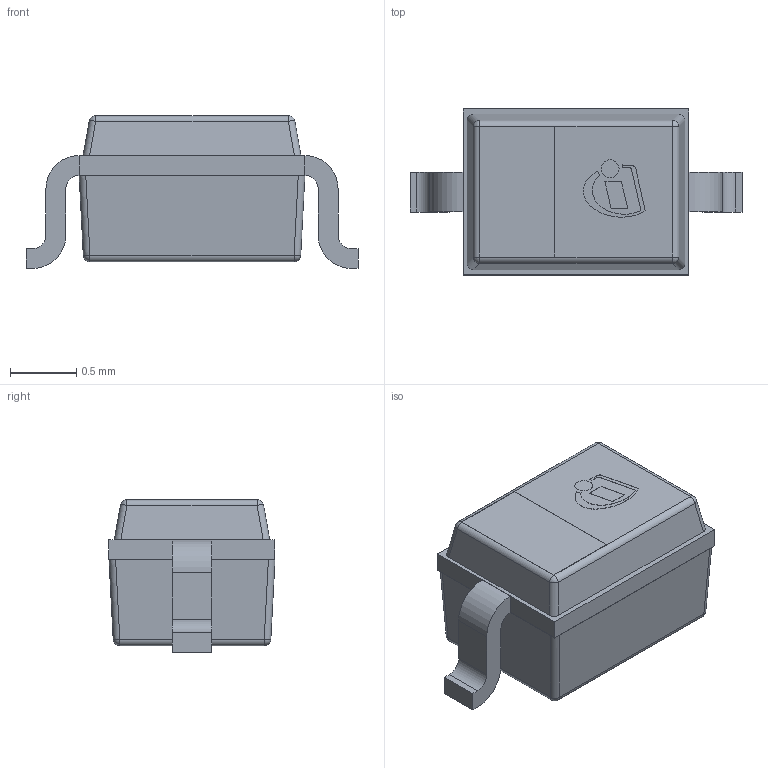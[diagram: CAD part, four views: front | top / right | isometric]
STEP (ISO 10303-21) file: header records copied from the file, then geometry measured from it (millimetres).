
FILE_DESCRIPTION(/* description */ (''),/* implementation_level */ '2;1');
FILE_NAME(/* name */ 'PG-SOD323-2-1_Z8B00002466_V06_3D.stp',/* time_stamp */ '2025-11-07T12:28:42+05:30',/* author */ ('sivamani'),/* organization */ (''),/* preprocessor_version */ 'ST-DEVELOPER v19.2',/* originating_system */ 'AutoCAD Mechanical',/* authorisation */ '');
FILE_SCHEMA (('AUTOMOTIVE_DESIGN { 1 0 10303 214 3 1 1 }'));
Length unit declared in the file: millimetre
Products named in the file (1): Product
Bounding box: 2.5 x 1.25 x 1.15 mm (x, y, z)
Volume: 2.2 mm3; surface area: 21 mm2
Topology: 9 solids, 9 shells, 93 faces, 209 edges, 126 vertices
Faces by surface type: plane 56, cylinder 27, sphere 8, bspline 2
Full cylindrical faces by diameter (mm): 0.133 x1
Entity records: 2581 total; most frequent: CARTESIAN_POINT 479, DIRECTION 435, ORIENTED_EDGE 402, EDGE_CURVE 201, AXIS2_PLACEMENT_3D 146, LINE 143, VECTOR 143, VERTEX_POINT 126
